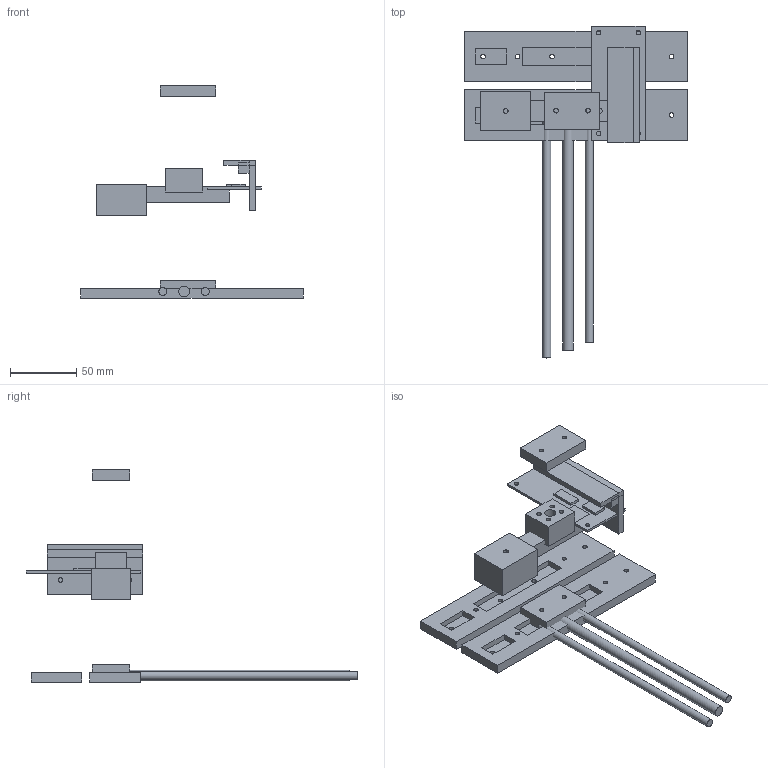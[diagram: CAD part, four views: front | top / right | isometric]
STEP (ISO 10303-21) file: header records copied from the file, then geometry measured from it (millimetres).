
FILE_DESCRIPTION(('FreeCAD Model'),'2;1');
FILE_NAME('Open CASCADE Shape Model','2026-02-18T17:19:47',('FreeCAD'),( 'FreeCAD'),'Open CASCADE STEP processor 7.8','FreeCAD','Unknown');
FILE_SCHEMA(('AUTOMOTIVE_DESIGN { 1 0 10303 214 1 1 1 1 }'));
Length unit declared in the file: millimetre
Products named in the file (1): Open CASCADE STEP translator 7.8 1
Bounding box: 168 x 250 x 160 mm (x, y, z)
Volume: 191952.9 mm3; surface area: 89593.7 mm2
Topology: 12 solids, 13 shells, 161 faces, 356 edges, 234 vertices
Faces by surface type: plane 125, cylinder 36
Full cylindrical faces by diameter (mm): 3.4 x30, 3.8 x2, 6 x2, 8 x1, 8.35 x1
Entity records: 4500 total; most frequent: CARTESIAN_POINT 752, DIRECTION 752, ORIENTED_EDGE 712, EDGE_CURVE 356, LINE 284, VECTOR 284, AXIS2_PLACEMENT_3D 234, VERTEX_POINT 234
